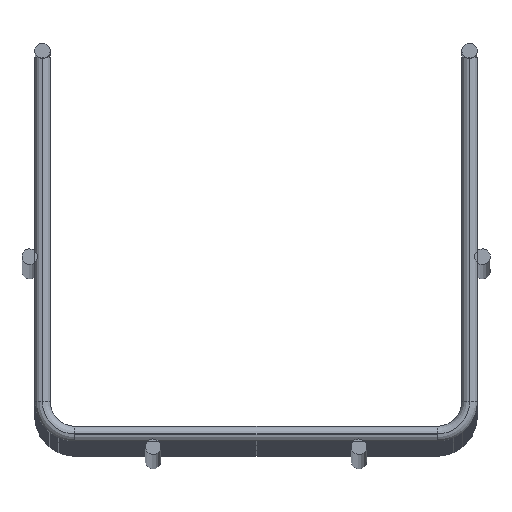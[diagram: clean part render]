
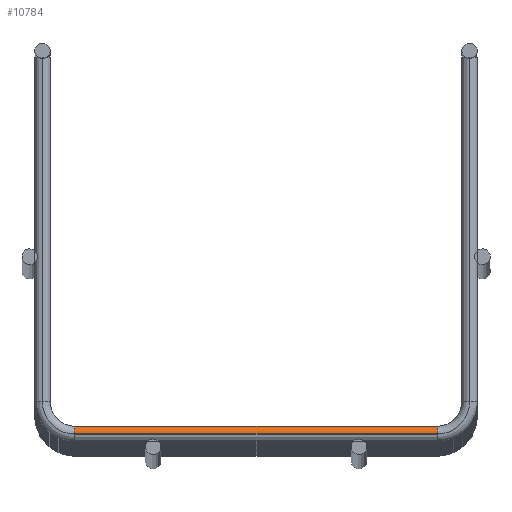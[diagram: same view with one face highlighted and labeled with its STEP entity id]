
A CAD part, top view. The second image highlights one B-rep face of the part: STEP entity #10784.
In plain terms, the highlighted cylindrical face has radius 1.9 mm (diameter 3.8 mm), a partial arc.
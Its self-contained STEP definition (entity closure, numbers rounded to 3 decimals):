
#11 = CARTESIAN_POINT ( 'NONE',  ( -44., 1.9, 0. ) ) ;
#135 = DIRECTION ( 'NONE',  ( -1., 0., 0. ) ) ;
#272 = ORIENTED_EDGE ( 'NONE', *, *, #11240, .F. ) ;
#432 = CARTESIAN_POINT ( 'NONE',  ( 44., 3.8, -1.9 ) ) ;
#1251 = DIRECTION ( 'NONE',  ( 1., 0., 0. ) ) ;
#1287 = VECTOR ( 'NONE', #1927, 1000. ) ;
#1876 = VERTEX_POINT ( 'NONE', #11 ) ;
#1927 = DIRECTION ( 'NONE',  ( -1., 0., 0. ) ) ;
#2059 = AXIS2_PLACEMENT_3D ( 'NONE', #11409, #135, #2991 ) ;
#2653 = CIRCLE ( 'NONE', #6210, 1.9 ) ;
#2695 = LINE ( 'NONE', #4561, #5991 ) ;
#2851 = LINE ( 'NONE', #9614, #1287 ) ;
#2991 = DIRECTION ( 'NONE',  ( 0., -1., 0. ) ) ;
#3741 = FACE_OUTER_BOUND ( 'NONE', #7317, .T. ) ;
#4514 = DIRECTION ( 'NONE',  ( 1., 0., 0. ) ) ;
#4561 = CARTESIAN_POINT ( 'NONE',  ( -44., 3.8, -1.9 ) ) ;
#4687 = DIRECTION ( 'NONE',  ( -1., 0., 0. ) ) ;
#5991 = VECTOR ( 'NONE', #4687, 1000. ) ;
#6019 = DIRECTION ( 'NONE',  ( 0., 0., -1. ) ) ;
#6210 = AXIS2_PLACEMENT_3D ( 'NONE', #6305, #1251, #6019 ) ;
#6305 = CARTESIAN_POINT ( 'NONE',  ( -44., 1.9, -1.9 ) ) ;
#6678 = CARTESIAN_POINT ( 'NONE',  ( -44., 3.8, -1.9 ) ) ;
#7004 = ORIENTED_EDGE ( 'NONE', *, *, #9046, .T. ) ;
#7317 = EDGE_LOOP ( 'NONE', ( #7004, #10328, #272, #11276 ) ) ;
#7382 = CIRCLE ( 'NONE', #8772, 1.9 ) ;
#7766 = CARTESIAN_POINT ( 'NONE',  ( 44., 1.9, 0. ) ) ;
#7906 = VERTEX_POINT ( 'NONE', #432 ) ;
#8043 = CARTESIAN_POINT ( 'NONE',  ( 44., 1.9, -1.9 ) ) ;
#8456 = EDGE_CURVE ( 'NONE', #7906, #10752, #7382, .T. ) ;
#8642 = CYLINDRICAL_SURFACE ( 'NONE', #2059, 1.9 ) ;
#8669 = VERTEX_POINT ( 'NONE', #6678 ) ;
#8772 = AXIS2_PLACEMENT_3D ( 'NONE', #8043, #4514, #10950 ) ;
#9046 = EDGE_CURVE ( 'NONE', #7906, #8669, #2695, .T. ) ;
#9614 = CARTESIAN_POINT ( 'NONE',  ( -44., 1.9, 0. ) ) ;
#9656 = EDGE_CURVE ( 'NONE', #8669, #1876, #2653, .T. ) ;
#10328 = ORIENTED_EDGE ( 'NONE', *, *, #9656, .T. ) ;
#10752 = VERTEX_POINT ( 'NONE', #7766 ) ;
#10784 = ADVANCED_FACE ( 'NONE', ( #3741 ), #8642, .T. ) ;
#10950 = DIRECTION ( 'NONE',  ( 0., 0., -1. ) ) ;
#11240 = EDGE_CURVE ( 'NONE', #10752, #1876, #2851, .T. ) ;
#11276 = ORIENTED_EDGE ( 'NONE', *, *, #8456, .F. ) ;
#11409 = CARTESIAN_POINT ( 'NONE',  ( -53.8, 1.9, -1.9 ) ) ;
